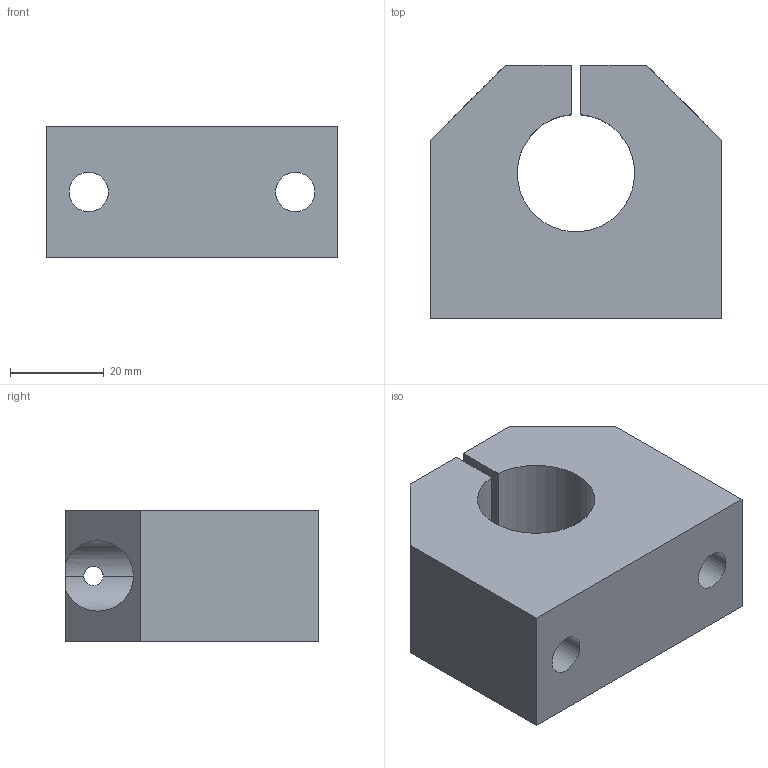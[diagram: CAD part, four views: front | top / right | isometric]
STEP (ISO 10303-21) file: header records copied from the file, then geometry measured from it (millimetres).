
FILE_DESCRIPTION( ( '' ), '1' );
FILE_NAME( 'wbc_25_2_03.stp', '2008-04-10T04:04:18', ( '' ), ( '' ), ' ', ' ', ' ' );
FILE_SCHEMA( ( 'CONFIG_CONTROL_DESIGN' ) );
Length unit declared in the file: millimetre
Products named in the file (1): 1
Bounding box: 62 x 54 x 28 mm (x, y, z)
Volume: 61065.9 mm3; surface area: 17237.2 mm2
Topology: 1 solids, 1 shells, 36 faces, 97 edges, 64 vertices
Faces by surface type: cylinder 20, plane 16
Entity records: 1327 total; most frequent: CARTESIAN_POINT 332, DIRECTION 205, ORIENTED_EDGE 194, EDGE_CURVE 97, AXIS2_PLACEMENT_3D 77, VERTEX_POINT 64, LINE 51, VECTOR 51
